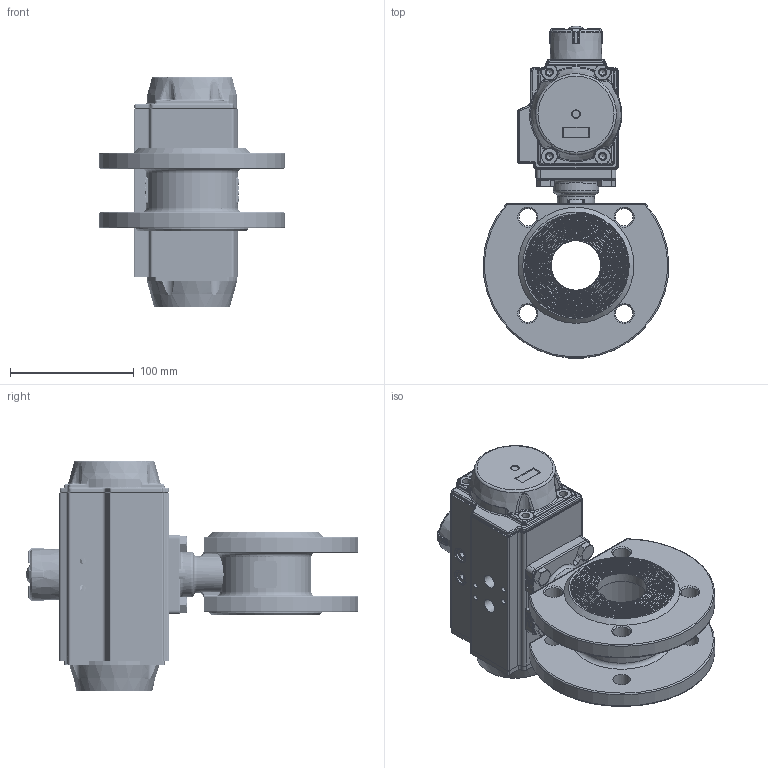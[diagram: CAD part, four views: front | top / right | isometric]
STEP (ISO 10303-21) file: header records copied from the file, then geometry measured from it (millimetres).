
FILE_DESCRIPTION(/* description */ ('Unknown'),/* implementation_level */ '2;1');
FILE_NAME(/* name */ 'PD03 0939-08',/* time_stamp */ '2025-02-25T12:08:14+01:00',/* author */ ('Unknown'),/* organization */ ('Unknown'),/* preprocessor_version */ 'ST-DEVELOPER v19.4',/* originating_system */ 'Solid Edge',/* authorisation */ 'Unknown');
FILE_SCHEMA (('AUTOMOTIVE_DESIGN {1 0 10303 214 3 1 1}'));
Products named in the file (19): PD03 0939-08; 939-08_(8M.460.040); Plate Washer; Cap; Stem; Small hex thin nuts-Fine pitch thread GB_GB_FASTENER_NUT_SSFNTT B M20
X1.0-N; Body; Nut Stopper; DIN 933 M8x22 A2-70 BLK_EDST; PD03_PE02; vt65-2016-06-25; Optische Anzeige; ______; ________(___________; cup head nib bolts with large head gb_GB_FASTENER_BOLT_CHNBW M6X25-N; ____65______ ______; VT65_____________MIR; zhou65; VTE65____
Assembly tree (25 placements, depth 4):
  PD03 0939-08
    939-08_(8M.460.040)
      Plate Washer
      Cap
      Stem
      Small hex thin nuts-Fine pitch thread GB_GB_FASTENER_NUT_SSFNTT B M20
X1.0-N
      Body
      Nut Stopper
    DIN 933 M8x22 A2-70 BLK_EDST  x4
    PD03_PE02
      vt65-2016-06-25
      Optische Anzeige
        ______
        ________(___________  x4
        cup head nib bolts with large head gb_GB_FASTENER_BOLT_CHNBW M6X25-N
      ____65______ ______  x2
      VT65_____________MIR
      zhou65
      VTE65____
Bounding box: 149.86 x 268.03 x 186.5 mm (x, y, z)
Volume: 1146021.1 mm3; surface area: 338445.4 mm2
Topology: 23 solids, 23 shells, 2706 faces, 6772 edges, 4204 vertices
Faces by surface type: plane 911, cylinder 774, bspline 536, torus 294, cone 150, sphere 41
Full cylindrical faces by diameter (mm): 3 x16, 3.3 x8, 4.134 x8, 4.66 x1, 4.917 x15, 5 x1, 6 x6, 6.2 x1, 6.5 x4, 6.647 x4, 8 x4, 10 x8, 11 x1, 11.4 x1, 11.445 x2, 12 x1, 12.5 x2, 12.9 x1, 13 x6, 13.4 x1, 14 x5, 14.2 x8, 15 x1, 16.2 x18, 17 x2, 18 x4, 18.5 x1, 18.917 x1, 20 x2, 22 x1
Entity records: 105712 total; most frequent: CARTESIAN_POINT 59495, ORIENTED_EDGE 9852, DIRECTION 8360, EDGE_CURVE 4926, VERTEX_POINT 3286, AXIS2_PLACEMENT_3D 3202, FACE_BOUND 2626, EDGE_LOOP 2606
